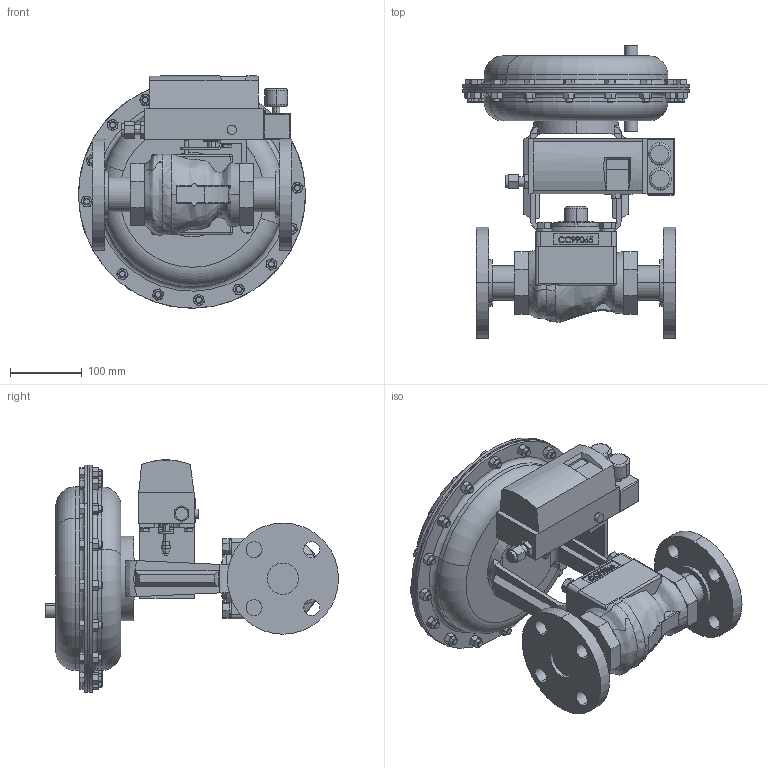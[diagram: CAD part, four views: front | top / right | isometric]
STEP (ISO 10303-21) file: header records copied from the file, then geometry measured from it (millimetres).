
FILE_DESCRIPTION (( 'STEP AP203' ), '1' );
FILE_NAME ('78SP-150-BR+CS+S6-F3-55M-16IQ.step', '2017-09-25T17:10:25', ( '' ), ( '' ), 'SwSTEP 2.0', 'SolidWorks 2014', '' );
FILE_SCHEMA (( 'CONFIG_CONTROL_DESIGN' ));
Length unit declared in the file: inch
Products named in the file (1): 78SP-150-BR+CS+S6-F3-55M-16IQ
Bounding box: 317.42 x 409.69 x 324.8 mm (x, y, z)
Volume: 8684547.9 mm3; surface area: 1064654.6 mm2
Topology: 61 solids, 61 shells, 1406 faces, 3161 edges, 1949 vertices
Faces by surface type: plane 647, cone 398, cylinder 215, bspline 106, torus 38, sphere 2
Entity records: 51796 total; most frequent: CARTESIAN_POINT 22047, ORIENTED_EDGE 6314, DIRECTION 5683, EDGE_CURVE 3157, AXIS2_PLACEMENT_3D 2183, VERTEX_POINT 1949, EDGE_LOOP 1506, ADVANCED_FACE 1406
